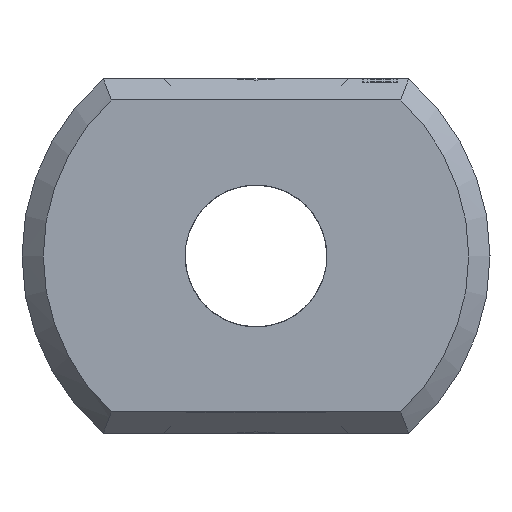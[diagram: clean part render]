
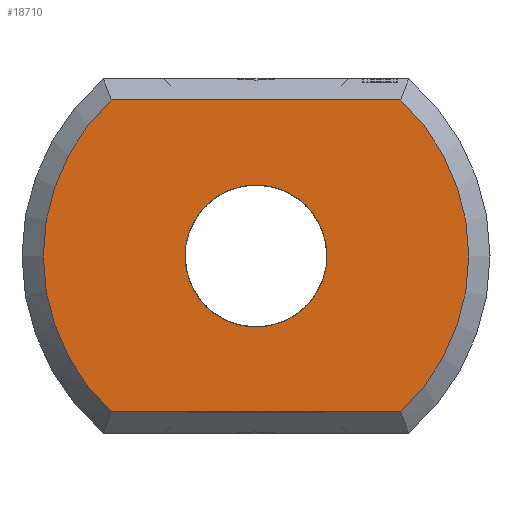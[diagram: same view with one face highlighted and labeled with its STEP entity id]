
A CAD part, left-side view. The second image highlights one B-rep face of the part: STEP entity #18710.
In plain terms, the highlighted planar face has unit normal (-1, 0, 0).
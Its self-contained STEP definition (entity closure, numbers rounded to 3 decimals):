
#4588 = VERTEX_POINT('',#4589);
#4589 = CARTESIAN_POINT('',(0.,-2.04,2.2));
#4598 = VERTEX_POINT('',#4599);
#4599 = CARTESIAN_POINT('',(0.,-2.04,-2.2));
#4606 = EDGE_CURVE('',#4588,#4598,#4607,.T.);
#4607 = CIRCLE('',#4608,3.);
#4608 = AXIS2_PLACEMENT_3D('',#4609,#4610,#4611);
#4609 = CARTESIAN_POINT('',(0.,0.,0.));
#4610 = DIRECTION('',(1.,0.,0.));
#4611 = DIRECTION('',(0.,-0.653,0.758)
  );
#5950 = VERTEX_POINT('',#5951);
#5951 = CARTESIAN_POINT('',(0.,2.04,2.2));
#5958 = EDGE_CURVE('',#4588,#5950,#5959,.T.);
#5959 = LINE('',#5960,#5961);
#5960 = CARTESIAN_POINT('',(0.,-2.154,2.2));
#5961 = VECTOR('',#5962,1.);
#5962 = DIRECTION('',(0.,1.,0.));
#18710 = ADVANCED_FACE('',(#18711,#18730),#18741,.F.);
#18711 = FACE_BOUND('',#18712,.F.);
#18712 = EDGE_LOOP('',(#18713,#18722,#18723,#18724));
#18713 = ORIENTED_EDGE('',*,*,#18714,.T.);
#18714 = EDGE_CURVE('',#18715,#5950,#18717,.T.);
#18715 = VERTEX_POINT('',#18716);
#18716 = CARTESIAN_POINT('',(0.,2.04,-2.2));
#18717 = CIRCLE('',#18718,3.);
#18718 = AXIS2_PLACEMENT_3D('',#18719,#18720,#18721);
#18719 = CARTESIAN_POINT('',(0.,0.,0.));
#18720 = DIRECTION('',(1.,0.,0.));
#18721 = DIRECTION('',(0.,0.653,-0.758)
  );
#18722 = ORIENTED_EDGE('',*,*,#5958,.F.);
#18723 = ORIENTED_EDGE('',*,*,#4606,.T.);
#18724 = ORIENTED_EDGE('',*,*,#18725,.T.);
#18725 = EDGE_CURVE('',#4598,#18715,#18726,.T.);
#18726 = LINE('',#18727,#18728);
#18727 = CARTESIAN_POINT('',(0.,-2.154,-2.2));
#18728 = VECTOR('',#18729,1.);
#18729 = DIRECTION('',(0.,1.,0.));
#18730 = FACE_BOUND('',#18731,.T.);
#18731 = EDGE_LOOP('',(#18732));
#18732 = ORIENTED_EDGE('',*,*,#18733,.T.);
#18733 = EDGE_CURVE('',#18734,#18734,#18736,.T.);
#18734 = VERTEX_POINT('',#18735);
#18735 = CARTESIAN_POINT('',(0.,1.,0.)
  );
#18736 = CIRCLE('',#18737,1.);
#18737 = AXIS2_PLACEMENT_3D('',#18738,#18739,#18740);
#18738 = CARTESIAN_POINT('',(0.,0.,0.));
#18739 = DIRECTION('',(1.,0.,0.));
#18740 = DIRECTION('',(0.,1.,0.));
#18741 = PLANE('',#18742);
#18742 = AXIS2_PLACEMENT_3D('',#18743,#18744,#18745);
#18743 = CARTESIAN_POINT('',(0.,0.,0.));
#18744 = DIRECTION('',(1.,0.,0.));
#18745 = DIRECTION('',(0.,0.,1.));
